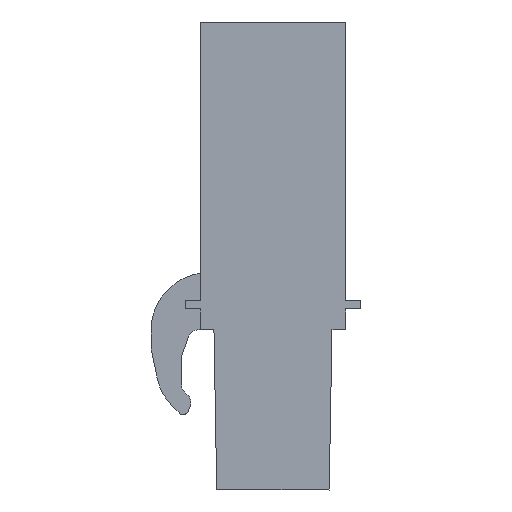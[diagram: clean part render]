
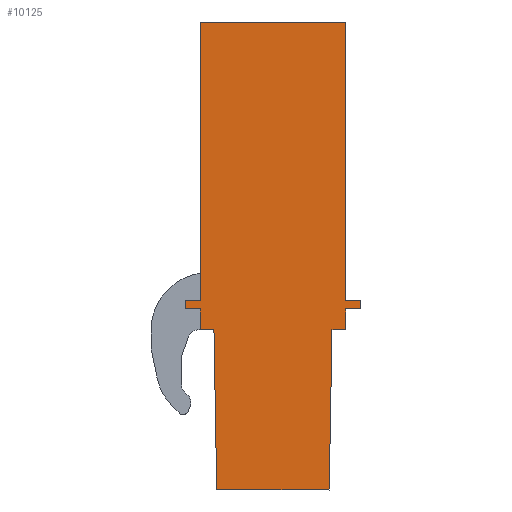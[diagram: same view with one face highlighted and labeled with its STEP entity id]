
A CAD part, left-side view. The second image highlights one B-rep face of the part: STEP entity #10125.
In plain terms, the highlighted planar face has unit normal (-1, 0, 0).
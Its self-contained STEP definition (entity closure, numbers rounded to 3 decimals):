
#10074=AXIS2_PLACEMENT_3D('Plane Axis2P3D',#10071,#10072,#10073) ;
#56=CARTESIAN_POINT('Vertex',(0.,0.8,24.55)) ;
#59=CARTESIAN_POINT('Line Origine',(0.,0.8,17.25)) ;
#63=CARTESIAN_POINT('Vertex',(0.,0.8,9.95)) ;
#9395=CARTESIAN_POINT('Vertex',(0.,1.66,0.)) ;
#9398=CARTESIAN_POINT('Line Origine',(0.,4.61,0.)) ;
#9402=CARTESIAN_POINT('Vertex',(0.,7.56,0.)) ;
#9482=CARTESIAN_POINT('Line Origine',(0.,7.633,4.2)) ;
#9486=CARTESIAN_POINT('Vertex',(0.,7.707,8.4)) ;
#9506=CARTESIAN_POINT('Line Origine',(0.,8.063,8.4)) ;
#9510=CARTESIAN_POINT('Vertex',(0.,8.42,8.4)) ;
#9594=CARTESIAN_POINT('Line Origine',(0.,8.42,8.95)) ;
#9598=CARTESIAN_POINT('Vertex',(0.,8.42,9.5)) ;
#9670=CARTESIAN_POINT('Line Origine',(0.,8.82,9.5)) ;
#9674=CARTESIAN_POINT('Vertex',(0.,9.22,9.5)) ;
#9746=CARTESIAN_POINT('Line Origine',(0.,9.22,9.725)) ;
#9750=CARTESIAN_POINT('Vertex',(0.,9.22,9.95)) ;
#9821=CARTESIAN_POINT('Vertex',(0.,0.,9.5)) ;
#9824=CARTESIAN_POINT('Line Origine',(0.,0.4,9.5)) ;
#9828=CARTESIAN_POINT('Vertex',(0.,0.8,9.5)) ;
#9843=CARTESIAN_POINT('Line Origine',(0.,0.8,8.95)) ;
#9847=CARTESIAN_POINT('Vertex',(0.,0.8,8.4)) ;
#9862=CARTESIAN_POINT('Line Origine',(0.,1.157,8.4)) ;
#9866=CARTESIAN_POINT('Vertex',(0.,1.513,8.4)) ;
#9886=CARTESIAN_POINT('Line Origine',(0.,1.587,4.2)) ;
#10071=CARTESIAN_POINT('Axis2P3D Location',(0.,0.,0.)) ;
#10076=CARTESIAN_POINT('Line Origine',(0.,0.,9.725)) ;
#10080=CARTESIAN_POINT('Vertex',(0.,0.,9.95)) ;
#10083=CARTESIAN_POINT('Line Origine',(0.,0.4,9.95)) ;
#10088=CARTESIAN_POINT('Line Origine',(0.,4.61,24.55)) ;
#10092=CARTESIAN_POINT('Vertex',(0.,8.42,24.55)) ;
#10095=CARTESIAN_POINT('Line Origine',(0.,8.42,17.25)) ;
#10099=CARTESIAN_POINT('Vertex',(0.,8.42,9.95)) ;
#10102=CARTESIAN_POINT('Line Origine',(0.,8.82,9.95)) ;
#60=DIRECTION('Vector Direction',(0.,0.,-1.)) ;
#9399=DIRECTION('Vector Direction',(0.,1.,0.)) ;
#9483=DIRECTION('Vector Direction',(0.,0.017,1.)) ;
#9507=DIRECTION('Vector Direction',(0.,1.,0.)) ;
#9595=DIRECTION('Vector Direction',(0.,0.,1.)) ;
#9671=DIRECTION('Vector Direction',(0.,1.,0.)) ;
#9747=DIRECTION('Vector Direction',(0.,0.,1.)) ;
#9825=DIRECTION('Vector Direction',(0.,1.,0.)) ;
#9844=DIRECTION('Vector Direction',(0.,0.,-1.)) ;
#9863=DIRECTION('Vector Direction',(0.,1.,0.)) ;
#9887=DIRECTION('Vector Direction',(0.,0.017,-1.)) ;
#10072=DIRECTION('Axis2P3D Direction',(-1.,0.,0.)) ;
#10073=DIRECTION('Axis2P3D XDirection',(0.,0.,1.)) ;
#10077=DIRECTION('Vector Direction',(0.,0.,-1.)) ;
#10084=DIRECTION('Vector Direction',(0.,-1.,0.)) ;
#10089=DIRECTION('Vector Direction',(0.,-1.,0.)) ;
#10096=DIRECTION('Vector Direction',(0.,0.,1.)) ;
#10103=DIRECTION('Vector Direction',(0.,-1.,0.)) ;
#61=VECTOR('Line Direction',#60,1.) ;
#9400=VECTOR('Line Direction',#9399,1.) ;
#9484=VECTOR('Line Direction',#9483,1.) ;
#9508=VECTOR('Line Direction',#9507,1.) ;
#9596=VECTOR('Line Direction',#9595,1.) ;
#9672=VECTOR('Line Direction',#9671,1.) ;
#9748=VECTOR('Line Direction',#9747,1.) ;
#9826=VECTOR('Line Direction',#9825,1.) ;
#9845=VECTOR('Line Direction',#9844,1.) ;
#9864=VECTOR('Line Direction',#9863,1.) ;
#9888=VECTOR('Line Direction',#9887,1.) ;
#10078=VECTOR('Line Direction',#10077,1.) ;
#10085=VECTOR('Line Direction',#10084,1.) ;
#10090=VECTOR('Line Direction',#10089,1.) ;
#10097=VECTOR('Line Direction',#10096,1.) ;
#10104=VECTOR('Line Direction',#10103,1.) ;
#10108=ORIENTED_EDGE('',*,*,#9890,.T.) ;
#10109=ORIENTED_EDGE('',*,*,#9868,.T.) ;
#10110=ORIENTED_EDGE('',*,*,#9849,.T.) ;
#10111=ORIENTED_EDGE('',*,*,#9830,.T.) ;
#10112=ORIENTED_EDGE('',*,*,#10082,.T.) ;
#10113=ORIENTED_EDGE('',*,*,#10087,.T.) ;
#10114=ORIENTED_EDGE('',*,*,#65,.T.) ;
#10115=ORIENTED_EDGE('',*,*,#10094,.T.) ;
#10116=ORIENTED_EDGE('',*,*,#10101,.T.) ;
#10117=ORIENTED_EDGE('',*,*,#10106,.T.) ;
#10118=ORIENTED_EDGE('',*,*,#9752,.T.) ;
#10119=ORIENTED_EDGE('',*,*,#9676,.T.) ;
#10120=ORIENTED_EDGE('',*,*,#9600,.T.) ;
#10121=ORIENTED_EDGE('',*,*,#9512,.T.) ;
#10122=ORIENTED_EDGE('',*,*,#9488,.T.) ;
#10123=ORIENTED_EDGE('',*,*,#9404,.T.) ;
#10125=ADVANCED_FACE('_BLC 5.08/15R OR 1610620000',(#10124),#10075,.T.) ;
#65=EDGE_CURVE('',#64,#57,#62,.F.) ;
#9404=EDGE_CURVE('',#9403,#9396,#9401,.F.) ;
#9488=EDGE_CURVE('',#9487,#9403,#9485,.F.) ;
#9512=EDGE_CURVE('',#9511,#9487,#9509,.F.) ;
#9600=EDGE_CURVE('',#9599,#9511,#9597,.F.) ;
#9676=EDGE_CURVE('',#9675,#9599,#9673,.F.) ;
#9752=EDGE_CURVE('',#9751,#9675,#9749,.F.) ;
#9830=EDGE_CURVE('',#9829,#9822,#9827,.F.) ;
#9849=EDGE_CURVE('',#9848,#9829,#9846,.F.) ;
#9868=EDGE_CURVE('',#9867,#9848,#9865,.F.) ;
#9890=EDGE_CURVE('',#9396,#9867,#9889,.F.) ;
#10082=EDGE_CURVE('',#9822,#10081,#10079,.F.) ;
#10087=EDGE_CURVE('',#10081,#64,#10086,.F.) ;
#10094=EDGE_CURVE('',#57,#10093,#10091,.F.) ;
#10101=EDGE_CURVE('',#10093,#10100,#10098,.F.) ;
#10106=EDGE_CURVE('',#10100,#9751,#10105,.F.) ;
#10107=EDGE_LOOP('',(#10108,#10109,#10110,#10111,#10112,#10113,#10114,#10115,#10116,#10117,#10118,#10119,#10120,#10121,#10122,#10123)) ;
#10124=FACE_OUTER_BOUND('',#10107,.T.) ;
#62=LINE('Line',#59,#61) ;
#9401=LINE('Line',#9398,#9400) ;
#9485=LINE('Line',#9482,#9484) ;
#9509=LINE('Line',#9506,#9508) ;
#9597=LINE('Line',#9594,#9596) ;
#9673=LINE('Line',#9670,#9672) ;
#9749=LINE('Line',#9746,#9748) ;
#9827=LINE('Line',#9824,#9826) ;
#9846=LINE('Line',#9843,#9845) ;
#9865=LINE('Line',#9862,#9864) ;
#9889=LINE('Line',#9886,#9888) ;
#10079=LINE('Line',#10076,#10078) ;
#10086=LINE('Line',#10083,#10085) ;
#10091=LINE('Line',#10088,#10090) ;
#10098=LINE('Line',#10095,#10097) ;
#10105=LINE('Line',#10102,#10104) ;
#10075=PLANE('',#10074) ;
#57=VERTEX_POINT('',#56) ;
#64=VERTEX_POINT('',#63) ;
#9396=VERTEX_POINT('',#9395) ;
#9403=VERTEX_POINT('',#9402) ;
#9487=VERTEX_POINT('',#9486) ;
#9511=VERTEX_POINT('',#9510) ;
#9599=VERTEX_POINT('',#9598) ;
#9675=VERTEX_POINT('',#9674) ;
#9751=VERTEX_POINT('',#9750) ;
#9822=VERTEX_POINT('',#9821) ;
#9829=VERTEX_POINT('',#9828) ;
#9848=VERTEX_POINT('',#9847) ;
#9867=VERTEX_POINT('',#9866) ;
#10081=VERTEX_POINT('',#10080) ;
#10093=VERTEX_POINT('',#10092) ;
#10100=VERTEX_POINT('',#10099) ;
